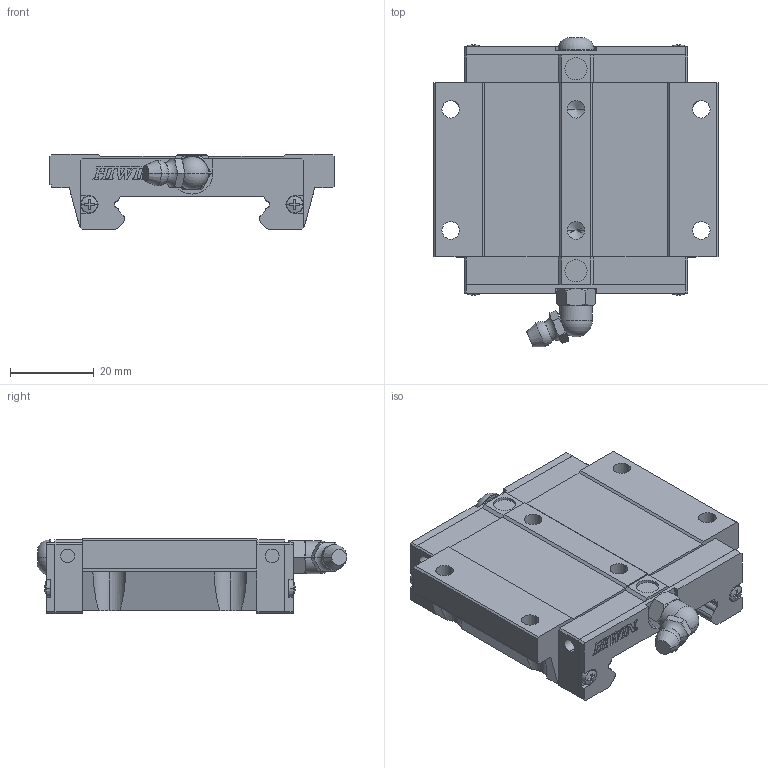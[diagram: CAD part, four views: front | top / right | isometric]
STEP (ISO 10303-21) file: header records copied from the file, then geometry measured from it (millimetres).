
FILE_DESCRIPTION(('no description'),'unknown implementation level');
FILE_NAME('WEW21CC_Z0_H_SS_FILE_7.stp',' ',('HIWIN GmbH'),('CADClick - KiM GmbH - www.kimweb.de'),'unknown preprocess','ACIS','unknown authorization');
FILE_SCHEMA(('automotive_design'));
Length unit declared in the file: millimetre
Products named in the file (1): WEW21CC Z0 H SS_FILE
Bounding box: 68 x 74.02 x 18 mm (x, y, z)
Volume: 43518.6 mm3; surface area: 13826.2 mm2
Topology: 1 solids, 5 shells, 658 faces, 1807 edges, 1185 vertices
Faces by surface type: plane 438, cylinder 158, cone 42, torus 18, sphere 2
Entity records: 41116 total; most frequent: CARTESIAN_POINT 4109, STYLED_ITEM 3645, PRESENTATION_STYLE_ASSIGNMENT 3645, COLOUR_RGB 3645, ORIENTED_EDGE 3602, DIRECTION 3396, EDGE_CURVE 1801, CURVE_STYLE 1801
